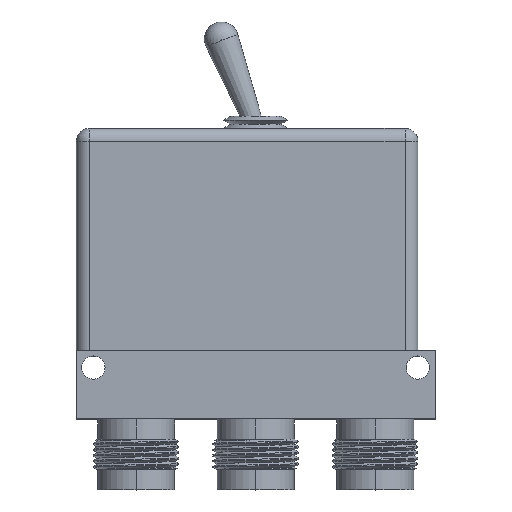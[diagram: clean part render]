
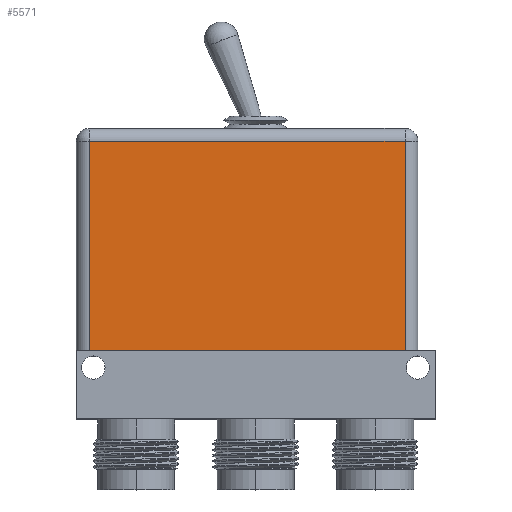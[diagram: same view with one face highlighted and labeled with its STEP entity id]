
A CAD part, top view. The second image highlights one B-rep face of the part: STEP entity #5571.
In plain terms, the highlighted planar face has unit normal (0, 0, 1).
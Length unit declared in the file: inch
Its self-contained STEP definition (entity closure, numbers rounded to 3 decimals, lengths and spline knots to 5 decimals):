
#33 = CARTESIAN_POINT ( 'NONE',  ( 1.315, 0.5, 0.49 ) ) ;
#54 = LINE ( 'NONE', #6782, #7405 ) ;
#571 = CARTESIAN_POINT ( 'NONE',  ( 1.091, 0.5, 0.49 ) ) ;
#626 = VERTEX_POINT ( 'NONE', #5579 ) ;
#914 = CARTESIAN_POINT ( 'NONE',  ( 1.315, 2.031, 0.49 ) ) ;
#1059 = CARTESIAN_POINT ( 'NONE',  ( -1.221, 2.031, 0.49 ) ) ;
#1178 = VERTEX_POINT ( 'NONE', #7346 ) ;
#1707 = ORIENTED_EDGE ( 'NONE', *, *, #5484, .T. ) ;
#1831 = DIRECTION ( 'NONE',  ( -1., 0., 0. ) ) ;
#2226 = CARTESIAN_POINT ( 'NONE',  ( 1.315, 0.5, 0.49 ) ) ;
#2740 = ORIENTED_EDGE ( 'NONE', *, *, #6211, .T. ) ;
#2948 = VECTOR ( 'NONE', #1831, 39.37008 ) ;
#2978 = VERTEX_POINT ( 'NONE', #571 ) ;
#3091 = DIRECTION ( 'NONE',  ( 0., 1., 0. ) ) ;
#3324 = LINE ( 'NONE', #914, #7778 ) ;
#3351 = FACE_OUTER_BOUND ( 'NONE', #5662, .T. ) ;
#3989 = LINE ( 'NONE', #5945, #7757 ) ;
#4228 = EDGE_CURVE ( 'NONE', #2978, #1178, #7272, .T. ) ;
#4586 = DIRECTION ( 'NONE',  ( 0., -1., 0. ) ) ;
#4666 = DIRECTION ( 'NONE',  ( 0., 0., -1. ) ) ;
#5237 = DIRECTION ( 'NONE',  ( -1., 0., 0. ) ) ;
#5460 = VERTEX_POINT ( 'NONE', #1059 ) ;
#5484 = EDGE_CURVE ( 'NONE', #5460, #1178, #3989, .T. ) ;
#5571 = ADVANCED_FACE ( 'NONE', ( #3351 ), #5787, .F. ) ;
#5579 = CARTESIAN_POINT ( 'NONE',  ( 1.091, 2.031, 0.49 ) ) ;
#5662 = EDGE_LOOP ( 'NONE', ( #2740, #1707, #6112, #6393 ) ) ;
#5787 = PLANE ( 'NONE',  #6480 ) ;
#5945 = CARTESIAN_POINT ( 'NONE',  ( -1.221, 0.5, 0.49 ) ) ;
#6112 = ORIENTED_EDGE ( 'NONE', *, *, #4228, .F. ) ;
#6211 = EDGE_CURVE ( 'NONE', #626, #5460, #3324, .T. ) ;
#6393 = ORIENTED_EDGE ( 'NONE', *, *, #7492, .T. ) ;
#6480 = AXIS2_PLACEMENT_3D ( 'NONE', #2226, #4666, #7074 ) ;
#6782 = CARTESIAN_POINT ( 'NONE',  ( 1.091, 2.125, 0.49 ) ) ;
#7074 = DIRECTION ( 'NONE',  ( -1., 0., 0. ) ) ;
#7272 = LINE ( 'NONE', #33, #2948 ) ;
#7346 = CARTESIAN_POINT ( 'NONE',  ( -1.221, 0.5, 0.49 ) ) ;
#7405 = VECTOR ( 'NONE', #3091, 39.37008 ) ;
#7492 = EDGE_CURVE ( 'NONE', #2978, #626, #54, .T. ) ;
#7757 = VECTOR ( 'NONE', #4586, 39.37008 ) ;
#7778 = VECTOR ( 'NONE', #5237, 39.37008 ) ;
